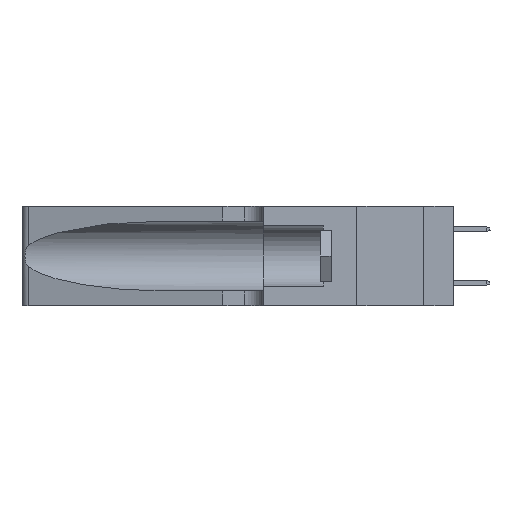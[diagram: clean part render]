
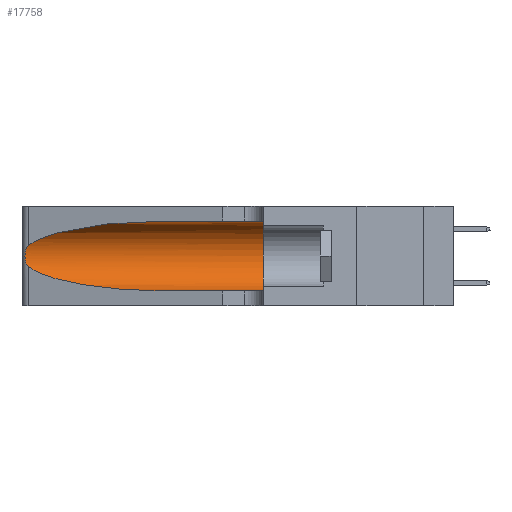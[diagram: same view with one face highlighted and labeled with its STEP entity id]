
A CAD part, left-side view. The second image highlights one B-rep face of the part: STEP entity #17758.
In plain terms, the highlighted cylindrical face has radius 3.308 mm (diameter 6.617 mm), a partial arc.
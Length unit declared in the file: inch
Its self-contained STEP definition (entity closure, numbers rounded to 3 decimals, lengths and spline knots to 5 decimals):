
#489 = VERTEX_POINT ( 'NONE', #5049 ) ;
#1754 = CARTESIAN_POINT ( 'NONE',  ( 0.25487, 1.22718, 0.14631 ) ) ;
#2412 = CARTESIAN_POINT ( 'NONE',  ( 0.1305, 1.61858, 0.185 ) ) ;
#2580 = CARTESIAN_POINT ( 'NONE',  ( 0.2373, 1.15595, 0.28018 ) ) ;
#3002 = CARTESIAN_POINT ( 'NONE',  ( 0.25555, 1.22993, 0.14849 ) ) ;
#4049 = CARTESIAN_POINT ( 'NONE',  ( 0.1305, 0.35, 0.31525 ) ) ;
#4451 = EDGE_CURVE ( 'NONE', #11534, #30811, #14843, .T. ) ;
#4527 = CARTESIAN_POINT ( 'NONE',  ( 0.25487, 1.22718, 0.14631 ) ) ;
#5049 = CARTESIAN_POINT ( 'NONE',  ( 0.1305, 0.35, 0.05475 ) ) ;
#5235 = VERTEX_POINT ( 'NONE', #25066 ) ;
#5349 = CARTESIAN_POINT ( 'NONE',  ( 0.25487, 1.22718, 0.22369 ) ) ;
#5661 = CIRCLE ( 'NONE', #34728, 0.13025 ) ;
#5688 = ORIENTED_EDGE ( 'NONE', *, *, #23128, .T. ) ;
#6198 = B_SPLINE_CURVE_WITH_KNOTS ( 'NONE', 3,
 ( #12063, #23460, #34756, #17481, #20642, #14666, #32001, #16950, #22727, #8588, #31288, #28504, #3002, #14313 ),
 .UNSPECIFIED., .F., .F.,
 ( 4, 2, 2, 2, 2, 2, 4 ),
 ( 0., 0.00027, 0.00053, 0.00107, 0.0016, 0.00187, 0.00214 ),
 .UNSPECIFIED. ) ;
#7099 = CARTESIAN_POINT ( 'NONE',  ( 0.2373, 1.15595, 0.08982 ) ) ;
#7450 = VECTOR ( 'NONE', #31706, 39.37008 ) ;
#7972 = DIRECTION ( 'NONE',  ( 0., -1., 0. ) ) ;
#8588 = CARTESIAN_POINT ( 'NONE',  ( 0.25856, 1.23593, 0.16098 ) ) ;
#9097 = CARTESIAN_POINT ( 'NONE',  ( 0.1305, 1.61858, 0.31525 ) ) ;
#9264 = ORIENTED_EDGE ( 'NONE', *, *, #4451, .F. ) ;
#10337 = VECTOR ( 'NONE', #17633, 39.37008 ) ;
#11396 = ORIENTED_EDGE ( 'NONE', *, *, #32086, .T. ) ;
#11447 = CARTESIAN_POINT ( 'NONE',  ( 0.1305, 0.35, 0.185 ) ) ;
#11534 = VERTEX_POINT ( 'NONE', #27011 ) ;
#12063 = CARTESIAN_POINT ( 'NONE',  ( 0.25487, 1.22718, 0.22369 ) ) ;
#14013 = CARTESIAN_POINT ( 'NONE',  ( 0.1305, 1.61858, 0.05475 ) ) ;
#14208 = EDGE_LOOP ( 'NONE', ( #35704, #15437, #5688, #11396, #16800, #9264 ) ) ;
#14234 = CARTESIAN_POINT ( 'NONE',  ( 0.1305, 0.72297, 0.31525 ) ) ;
#14313 = CARTESIAN_POINT ( 'NONE',  ( 0.25487, 1.22718, 0.14631 ) ) ;
#14585 = DIRECTION ( 'NONE',  ( 0., 0., 1. ) ) ;
#14666 = CARTESIAN_POINT ( 'NONE',  ( 0.26018, 1.23835, 0.19895 ) ) ;
#14843 = LINE ( 'NONE', #9097, #10337 ) ;
#15437 = ORIENTED_EDGE ( 'NONE', *, *, #35475, .T. ) ;
#16800 = ORIENTED_EDGE ( 'NONE', *, *, #31712, .F. ) ;
#16950 = CARTESIAN_POINT ( 'NONE',  ( 0.26075, 1.23896, 0.178 ) ) ;
#17250 = AXIS2_PLACEMENT_3D ( 'NONE', #2412, #7972, #36381 ) ;
#17481 = CARTESIAN_POINT ( 'NONE',  ( 0.25787, 1.23484, 0.2124 ) ) ;
#17633 = DIRECTION ( 'NONE',  ( 0., -1., 0. ) ) ;
#17758 = ADVANCED_FACE ( 'NONE', ( #33639 ), #19484, .F. ) ;
#18065 = VERTEX_POINT ( 'NONE', #4527 ) ;
#18814 = EDGE_CURVE ( 'NONE', #11534, #5235, #19235, .T. ) ;
#19235 =( BOUNDED_CURVE ( )  B_SPLINE_CURVE ( 3, ( #14234, #33797, #2580, #5349 ),
 .UNSPECIFIED., .F., .T. ) 
 B_SPLINE_CURVE_WITH_KNOTS ( ( 4, 4 ),
 ( 1.5708, 2.84003 ),
 .UNSPECIFIED. ) 
 CURVE ( )  GEOMETRIC_REPRESENTATION_ITEM ( )  RATIONAL_B_SPLINE_CURVE ( ( 1., 0.87, 0.87, 1. ) ) 
 REPRESENTATION_ITEM ( '' )  );
#19484 = CYLINDRICAL_SURFACE ( 'NONE', #17250, 0.13025 ) ;
#20333 = LINE ( 'NONE', #14013, #7450 ) ;
#20642 = CARTESIAN_POINT ( 'NONE',  ( 0.25854, 1.2359, 0.20912 ) ) ;
#22727 = CARTESIAN_POINT ( 'NONE',  ( 0.26017, 1.23833, 0.17102 ) ) ;
#23128 = EDGE_CURVE ( 'NONE', #18065, #35129, #28289, .T. ) ;
#23367 = DIRECTION ( 'NONE',  ( 0., 1., 0. ) ) ;
#23460 = CARTESIAN_POINT ( 'NONE',  ( 0.25555, 1.22994, 0.2215 ) ) ;
#25066 = CARTESIAN_POINT ( 'NONE',  ( 0.25487, 1.22718, 0.22369 ) ) ;
#26844 = CARTESIAN_POINT ( 'NONE',  ( 0.1305, 0.72297, 0.05475 ) ) ;
#27011 = CARTESIAN_POINT ( 'NONE',  ( 0.1305, 0.72297, 0.31525 ) ) ;
#28289 =( BOUNDED_CURVE ( )  B_SPLINE_CURVE ( 3, ( #1754, #7099, #35733, #29834 ),
 .UNSPECIFIED., .F., .T. ) 
 B_SPLINE_CURVE_WITH_KNOTS ( ( 4, 4 ),
 ( 3.44316, 4.71239 ),
 .UNSPECIFIED. ) 
 CURVE ( )  GEOMETRIC_REPRESENTATION_ITEM ( )  RATIONAL_B_SPLINE_CURVE ( ( 1., 0.87, 0.87, 1. ) ) 
 REPRESENTATION_ITEM ( '' )  );
#28504 = CARTESIAN_POINT ( 'NONE',  ( 0.25639, 1.23186, 0.15144 ) ) ;
#29834 = CARTESIAN_POINT ( 'NONE',  ( 0.1305, 0.72297, 0.05475 ) ) ;
#30811 = VERTEX_POINT ( 'NONE', #4049 ) ;
#31288 = CARTESIAN_POINT ( 'NONE',  ( 0.25789, 1.23486, 0.15765 ) ) ;
#31706 = DIRECTION ( 'NONE',  ( 0., -1., 0. ) ) ;
#31712 = EDGE_CURVE ( 'NONE', #30811, #489, #5661, .T. ) ;
#32001 = CARTESIAN_POINT ( 'NONE',  ( 0.26075, 1.23896, 0.19203 ) ) ;
#32086 = EDGE_CURVE ( 'NONE', #35129, #489, #20333, .T. ) ;
#33639 = FACE_OUTER_BOUND ( 'NONE', #14208, .T. ) ;
#33797 = CARTESIAN_POINT ( 'NONE',  ( 0.18966, 0.96281, 0.31525 ) ) ;
#34728 = AXIS2_PLACEMENT_3D ( 'NONE', #11447, #23367, #14585 ) ;
#34756 = CARTESIAN_POINT ( 'NONE',  ( 0.25639, 1.23184, 0.21858 ) ) ;
#35129 = VERTEX_POINT ( 'NONE', #26844 ) ;
#35475 = EDGE_CURVE ( 'NONE', #5235, #18065, #6198, .T. ) ;
#35704 = ORIENTED_EDGE ( 'NONE', *, *, #18814, .T. ) ;
#35733 = CARTESIAN_POINT ( 'NONE',  ( 0.18966, 0.96281, 0.05475 ) ) ;
#36381 = DIRECTION ( 'NONE',  ( 0., 0., -1. ) ) ;
